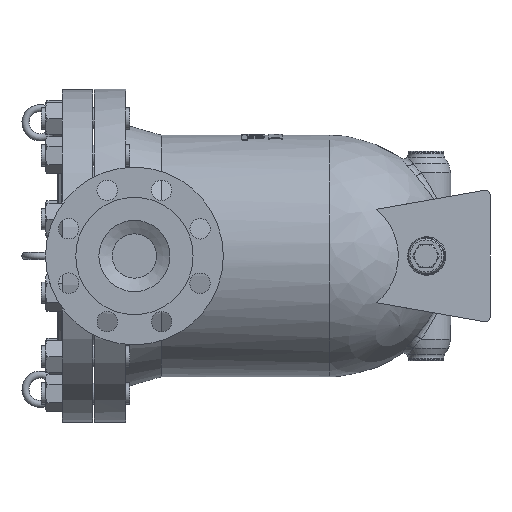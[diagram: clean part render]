
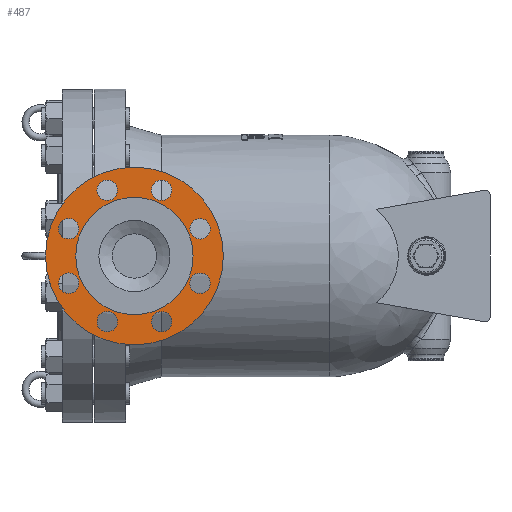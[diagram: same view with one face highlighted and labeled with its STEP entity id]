
A CAD part, left-side view. The second image highlights one B-rep face of the part: STEP entity #487.
In plain terms, the highlighted planar face has unit normal (-1, 0, 0).
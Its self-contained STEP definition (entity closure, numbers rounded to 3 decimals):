
#84=CARTESIAN_POINT('',(-280.,-22.517,-82.042));
#85=VERTEX_POINT('',#84);
#86=CARTESIAN_POINT('',(-280.,-14.385,-73.91));
#87=DIRECTION('',(1.0,0.0,0.0));
#88=DIRECTION('',(0.0,-0.707,-0.707));
#89=AXIS2_PLACEMENT_3D('',#86,#87,#88);
#90=CIRCLE('',#89,11.5);
#91=EDGE_CURVE('',#85,#85,#90,.T.);
#112=CARTESIAN_POINT('',(-280.,-87.115,-73.91));
#113=VERTEX_POINT('',#112);
#114=CARTESIAN_POINT('',(-280.,-75.615,-73.91));
#115=DIRECTION('',(1.0,0.0,0.0));
#116=DIRECTION('',(0.0,-1.0,0.0));
#117=AXIS2_PLACEMENT_3D('',#114,#115,#116);
#118=CIRCLE('',#117,11.5);
#119=EDGE_CURVE('',#113,#113,#118,.T.);
#140=CARTESIAN_POINT('',(-280.,-127.042,-22.483));
#141=VERTEX_POINT('',#140);
#142=CARTESIAN_POINT('',(-280.,-118.91,-30.615));
#143=DIRECTION('',(1.0,0.0,0.0));
#144=DIRECTION('',(0.0,-0.707,0.707));
#145=AXIS2_PLACEMENT_3D('',#142,#143,#144);
#146=CIRCLE('',#145,11.5);
#147=EDGE_CURVE('',#141,#141,#146,.T.);
#168=CARTESIAN_POINT('',(-280.,-118.91,42.115));
#169=VERTEX_POINT('',#168);
#170=CARTESIAN_POINT('',(-280.,-118.91,30.615));
#171=DIRECTION('',(1.0,0.0,0.0));
#172=DIRECTION('',(0.0,0.0,1.0));
#173=AXIS2_PLACEMENT_3D('',#170,#171,#172);
#174=CIRCLE('',#173,11.5);
#175=EDGE_CURVE('',#169,#169,#174,.T.);
#196=CARTESIAN_POINT('',(-280.,-67.483,82.042));
#197=VERTEX_POINT('',#196);
#198=CARTESIAN_POINT('',(-280.,-75.615,73.91));
#199=DIRECTION('',(1.0,0.0,0.0));
#200=DIRECTION('',(0.0,0.707,0.707));
#201=AXIS2_PLACEMENT_3D('',#198,#199,#200);
#202=CIRCLE('',#201,11.5);
#203=EDGE_CURVE('',#197,#197,#202,.T.);
#224=CARTESIAN_POINT('',(-280.,-2.885,73.91));
#225=VERTEX_POINT('',#224);
#226=CARTESIAN_POINT('',(-280.,-14.385,73.91));
#227=DIRECTION('',(1.0,0.0,0.0));
#228=DIRECTION('',(0.0,1.0,0.0));
#229=AXIS2_PLACEMENT_3D('',#226,#227,#228);
#230=CIRCLE('',#229,11.5);
#231=EDGE_CURVE('',#225,#225,#230,.T.);
#252=CARTESIAN_POINT('',(-280.,37.042,22.483));
#253=VERTEX_POINT('',#252);
#254=CARTESIAN_POINT('',(-280.,28.91,30.615));
#255=DIRECTION('',(1.0,0.0,0.0));
#256=DIRECTION('',(0.0,0.707,-0.707));
#257=AXIS2_PLACEMENT_3D('',#254,#255,#256);
#258=CIRCLE('',#257,11.5);
#259=EDGE_CURVE('',#253,#253,#258,.T.);
#280=CARTESIAN_POINT('',(-280.,28.91,-42.115));
#281=VERTEX_POINT('',#280);
#282=CARTESIAN_POINT('',(-280.,28.91,-30.615));
#283=DIRECTION('',(1.0,0.0,0.0));
#284=DIRECTION('',(0.0,0.0,-1.0));
#285=AXIS2_PLACEMENT_3D('',#282,#283,#284);
#286=CIRCLE('',#285,11.5);
#287=EDGE_CURVE('',#281,#281,#286,.T.);
#409=CARTESIAN_POINT('',(-280.,55.0,0.0));
#410=VERTEX_POINT('',#409);
#411=CARTESIAN_POINT('',(-280.,-45.0,0.0));
#412=DIRECTION('',(1.0,0.0,0.0));
#413=DIRECTION('',(0.0,1.0,0.0));
#414=AXIS2_PLACEMENT_3D('',#411,#412,#413);
#415=CIRCLE('',#414,100.0);
#416=EDGE_CURVE('',#410,#410,#415,.T.);
#444=CARTESIAN_POINT('',(-280.,38.0,0.0));
#445=DIRECTION('',(1.0,0.0,0.0));
#446=DIRECTION('',(0.0,0.0,-1.0));
#447=AXIS2_PLACEMENT_3D('',#444,#445,#446);
#448=PLANE('',#447);
#449=ORIENTED_EDGE('',*,*,#416,.F.);
#450=EDGE_LOOP('',(#449));
#451=FACE_OUTER_BOUND('',#450,.T.);
#452=ORIENTED_EDGE('',*,*,#91,.T.);
#453=EDGE_LOOP('',(#452));
#454=FACE_BOUND('',#453,.T.);
#455=ORIENTED_EDGE('',*,*,#119,.T.);
#456=EDGE_LOOP('',(#455));
#457=FACE_BOUND('',#456,.T.);
#458=ORIENTED_EDGE('',*,*,#147,.T.);
#459=EDGE_LOOP('',(#458));
#460=FACE_BOUND('',#459,.T.);
#461=ORIENTED_EDGE('',*,*,#175,.T.);
#462=EDGE_LOOP('',(#461));
#463=FACE_BOUND('',#462,.T.);
#464=ORIENTED_EDGE('',*,*,#203,.T.);
#465=EDGE_LOOP('',(#464));
#466=FACE_BOUND('',#465,.T.);
#467=ORIENTED_EDGE('',*,*,#231,.T.);
#468=EDGE_LOOP('',(#467));
#469=FACE_BOUND('',#468,.T.);
#470=ORIENTED_EDGE('',*,*,#259,.T.);
#471=EDGE_LOOP('',(#470));
#472=FACE_BOUND('',#471,.T.);
#473=ORIENTED_EDGE('',*,*,#287,.T.);
#474=EDGE_LOOP('',(#473));
#475=FACE_BOUND('',#474,.T.);
#476=CARTESIAN_POINT('',(-280.,21.,0.0));
#477=VERTEX_POINT('',#476);
#478=CARTESIAN_POINT('',(-280.,-45.0,0.0));
#479=DIRECTION('',(1.0,0.0,0.0));
#480=DIRECTION('',(0.0,1.0,0.0));
#481=AXIS2_PLACEMENT_3D('',#478,#479,#480);
#482=CIRCLE('',#481,66.0);
#483=EDGE_CURVE('',#477,#477,#482,.T.);
#484=ORIENTED_EDGE('',*,*,#483,.T.);
#485=EDGE_LOOP('',(#484));
#486=FACE_BOUND('',#485,.T.);
#487=ADVANCED_FACE('',(#451,#454,#457,#460,#463,#466,#469,#472,#475,#486),#448,.F.);
